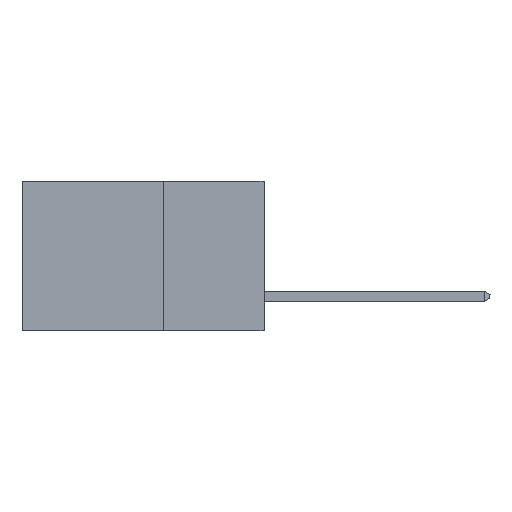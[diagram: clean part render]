
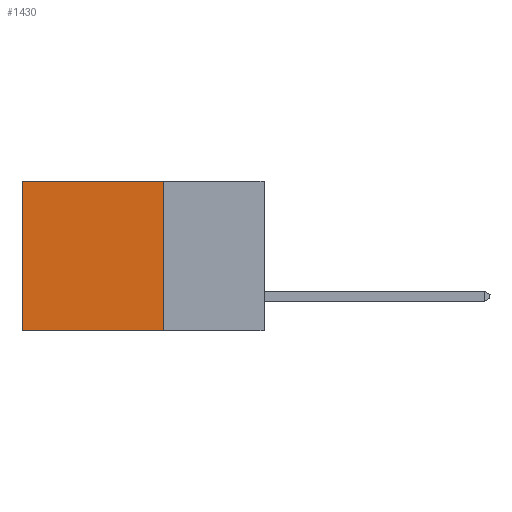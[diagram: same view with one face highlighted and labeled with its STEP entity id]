
A CAD part, left-side view. The second image highlights one B-rep face of the part: STEP entity #1430.
In plain terms, the highlighted planar face has unit normal (-1, 0, 0).
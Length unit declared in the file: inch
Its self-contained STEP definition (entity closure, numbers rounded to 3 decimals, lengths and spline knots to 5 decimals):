
#364 = CARTESIAN_POINT ( 'NONE',  ( 0.298, 0.6, -0.37 ) ) ;
#1430 = ADVANCED_FACE ( 'NONE', ( #9125 ), #6965, .F. ) ;
#1813 = CARTESIAN_POINT ( 'NONE',  ( 0.298, 0.25, 0. ) ) ;
#2142 = CARTESIAN_POINT ( 'NONE',  ( 0.298, 0.25, 0. ) ) ;
#2159 = ORIENTED_EDGE ( 'NONE', *, *, #12814, .F. ) ;
#2727 = CARTESIAN_POINT ( 'NONE',  ( 0.298, 0.6, 0. ) ) ;
#3121 = DIRECTION ( 'NONE',  ( 0., 0., -1. ) ) ;
#3870 = LINE ( 'NONE', #7380, #4253 ) ;
#4019 = CARTESIAN_POINT ( 'NONE',  ( 0.298, 0.6, 0. ) ) ;
#4253 = VECTOR ( 'NONE', #8740, 39.37008 ) ;
#4419 = DIRECTION ( 'NONE',  ( 1., 0., 0. ) ) ;
#4587 = CARTESIAN_POINT ( 'NONE',  ( 0.298, 0.25, 0. ) ) ;
#4971 = EDGE_CURVE ( 'NONE', #12650, #11714, #6026, .T. ) ;
#4997 = CARTESIAN_POINT ( 'NONE',  ( 0.298, 0.25, -0.37 ) ) ;
#5742 = DIRECTION ( 'NONE',  ( 0., 1., 0. ) ) ;
#6026 = LINE ( 'NONE', #1813, #10618 ) ;
#6677 = CARTESIAN_POINT ( 'NONE',  ( 0.298, 0.25, 0. ) ) ;
#6965 = PLANE ( 'NONE',  #7277 ) ;
#7277 = AXIS2_PLACEMENT_3D ( 'NONE', #2142, #4419, #9650 ) ;
#7380 = CARTESIAN_POINT ( 'NONE',  ( 0.298, 0.25, -0.37 ) ) ;
#8197 = LINE ( 'NONE', #4587, #10782 ) ;
#8247 = VECTOR ( 'NONE', #10658, 39.37008 ) ;
#8740 = DIRECTION ( 'NONE',  ( 0., 1., 0. ) ) ;
#9125 = FACE_OUTER_BOUND ( 'NONE', #9899, .T. ) ;
#9650 = DIRECTION ( 'NONE',  ( 0., 0., -1. ) ) ;
#9720 = ORIENTED_EDGE ( 'NONE', *, *, #14284, .T. ) ;
#9899 = EDGE_LOOP ( 'NONE', ( #13579, #2159, #14899, #9720 ) ) ;
#10618 = VECTOR ( 'NONE', #3121, 39.37008 ) ;
#10658 = DIRECTION ( 'NONE',  ( 0., 0., -1. ) ) ;
#10782 = VECTOR ( 'NONE', #5742, 39.37008 ) ;
#11445 = LINE ( 'NONE', #2727, #8247 ) ;
#11714 = VERTEX_POINT ( 'NONE', #4997 ) ;
#12650 = VERTEX_POINT ( 'NONE', #6677 ) ;
#12814 = EDGE_CURVE ( 'NONE', #11714, #14010, #3870, .T. ) ;
#13579 = ORIENTED_EDGE ( 'NONE', *, *, #15263, .T. ) ;
#14010 = VERTEX_POINT ( 'NONE', #364 ) ;
#14284 = EDGE_CURVE ( 'NONE', #12650, #14845, #8197, .T. ) ;
#14845 = VERTEX_POINT ( 'NONE', #4019 ) ;
#14899 = ORIENTED_EDGE ( 'NONE', *, *, #4971, .F. ) ;
#15263 = EDGE_CURVE ( 'NONE', #14845, #14010, #11445, .T. ) ;
